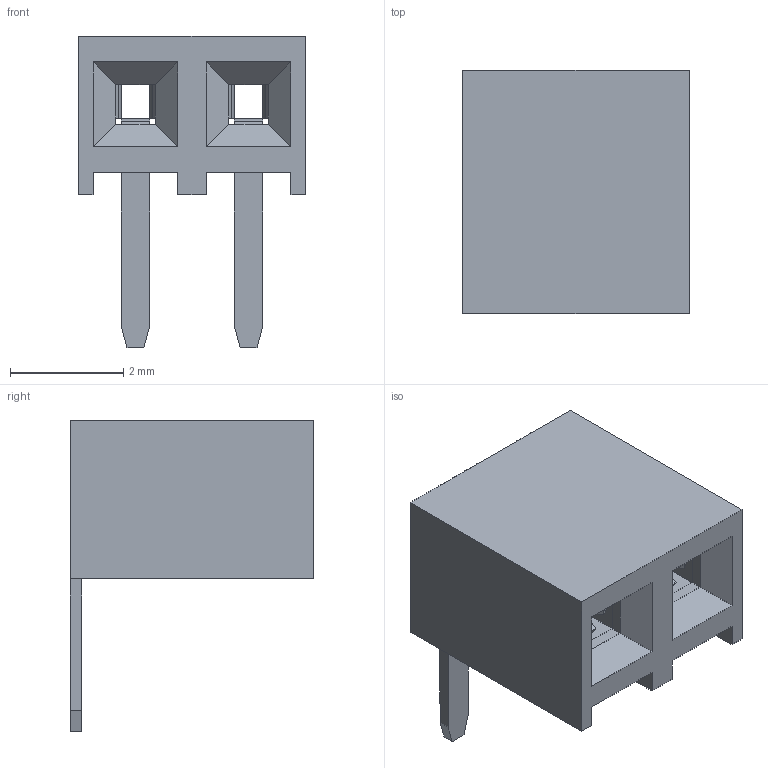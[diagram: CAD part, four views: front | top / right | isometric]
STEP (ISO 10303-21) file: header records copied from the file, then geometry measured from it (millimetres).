
FILE_DESCRIPTION(('STEP AP214'), '1');
FILE_NAME('PBS2-R', '', ('UNSPECIFIED'), ('UNSPECIFIED'), 'ASCON STEP Converter 1.6', 'ASCON Math Kernel', '');
FILE_SCHEMA(('AUTOMOTIVE_DESIGN { 1 0 10303 214 3 1 1}'));
Length unit declared in the file: millimetre
Bounding box: 4 x 4.3 x 5.5 mm (x, y, z)
Volume: 29.6 mm3; surface area: 188 mm2
Topology: 3 solids, 3 shells, 150 faces, 408 edges, 264 vertices
Faces by surface type: plane 122, cylinder 28
Entity records: 5916 total; most frequent: CARTESIAN_POINT 823, ORIENTED_EDGE 816, DIRECTION 766, EDGE_CURVE 408, LINE 352, VECTOR 352, VERTEX_POINT 264, AXIS2_PLACEMENT_3D 207
